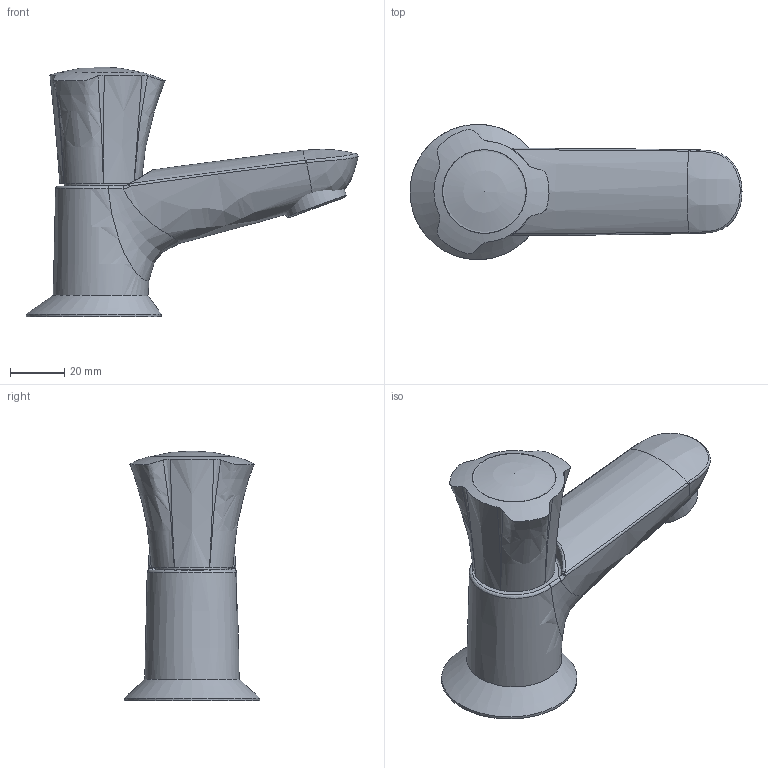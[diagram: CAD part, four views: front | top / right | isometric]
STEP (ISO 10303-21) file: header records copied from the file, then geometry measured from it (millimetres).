
FILE_DESCRIPTION(/* description */ ('Unknown'),/* implementation_level */ '2;1');
FILE_NAME(/* name */ '20404001',/* time_stamp */ '2022-09-01T13:03:01+02:00',/* author */ ('Unknown'),/* organization */ ('GROHE AG'),/* preprocessor_version */ 'ST-DEVELOPER v16.7',/* originating_system */ 'DEX',/* authorisation */ $);
FILE_SCHEMA (('AUTOMOTIVE_DESIGN {1 0 10303 214 3 1 1}'));
Length unit declared in the file: millimetre
Products named in the file (3): 20404001; id62
Assembly tree (2 placements, depth 2):
  20404001
    20404001
    id62
Bounding box: 122.69 x 50 x 92.31 mm (x, y, z)
Volume: 51639.6 mm3; surface area: 25711 mm2
Topology: 2 solids, 6 shells, 51 faces, 136 edges, 89 vertices
Faces by surface type: bspline 37, plane 6, sphere 3, cylinder 2, cone 2, torus 1
Full cylindrical faces by diameter (mm): 23.6 x1, 50 x1
Entity records: 4525 total; most frequent: CARTESIAN_POINT 3541, ORIENTED_EDGE 231, EDGE_CURVE 122, B_SPLINE_CURVE_WITH_KNOTS 102, VERTEX_POINT 84, DIRECTION 74, EDGE_LOOP 59, FACE_BOUND 59
